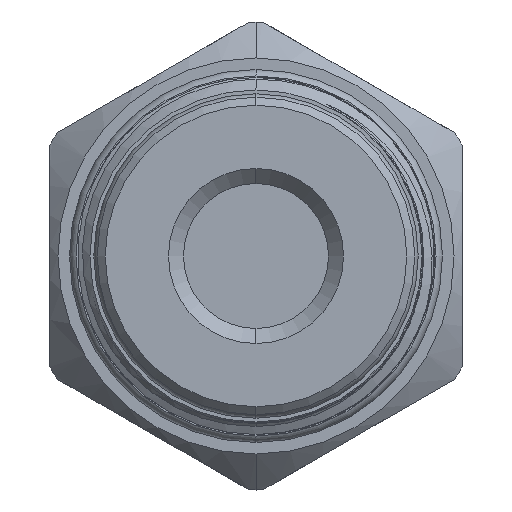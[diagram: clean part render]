
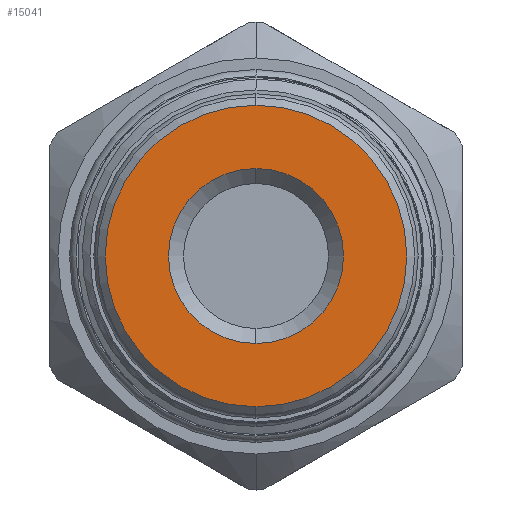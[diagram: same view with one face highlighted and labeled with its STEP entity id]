
A CAD part, left-side view. The second image highlights one B-rep face of the part: STEP entity #15041.
In plain terms, the highlighted planar face has unit normal (-1, 0, 0).
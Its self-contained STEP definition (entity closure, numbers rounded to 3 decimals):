
#639 = CIRCLE ( 'NONE', #38200, 15.075 ) ;
#738 = PLANE ( 'NONE',  #12480 ) ;
#1320 = DIRECTION ( 'NONE',  ( 1., 0., 0. ) ) ;
#3284 = DIRECTION ( 'NONE',  ( 0., 0., -1. ) ) ;
#4559 = EDGE_LOOP ( 'NONE', ( #21069, #38053 ) ) ;
#5976 = EDGE_CURVE ( 'NONE', #15032, #32817, #37158, .T. ) ;
#6781 = VERTEX_POINT ( 'NONE', #10879 ) ;
#6966 = CARTESIAN_POINT ( 'NONE',  ( 0., 0., 0. ) ) ;
#8336 = EDGE_LOOP ( 'NONE', ( #12595, #30500 ) ) ;
#10215 = DIRECTION ( 'NONE',  ( 0., 0., -1. ) ) ;
#10879 = CARTESIAN_POINT ( 'NONE',  ( 0., 0., 15.075 ) ) ;
#12480 = AXIS2_PLACEMENT_3D ( 'NONE', #23026, #32786, #36289 ) ;
#12595 = ORIENTED_EDGE ( 'NONE', *, *, #5976, .T. ) ;
#13654 = VERTEX_POINT ( 'NONE', #29923 ) ;
#14363 = CARTESIAN_POINT ( 'NONE',  ( 0., 0., 0. ) ) ;
#14789 = EDGE_CURVE ( 'NONE', #13654, #6781, #639, .T. ) ;
#15032 = VERTEX_POINT ( 'NONE', #29820 ) ;
#15041 = ADVANCED_FACE ( 'NONE', ( #37078, #23968 ), #738, .F. ) ;
#15811 = CARTESIAN_POINT ( 'NONE',  ( 0., 0., -8.75 ) ) ;
#17351 = CARTESIAN_POINT ( 'NONE',  ( 0., 0., 0. ) ) ;
#19454 = CARTESIAN_POINT ( 'NONE',  ( 0., 0., 0. ) ) ;
#20966 = EDGE_CURVE ( 'NONE', #32817, #15032, #39421, .T. ) ;
#21069 = ORIENTED_EDGE ( 'NONE', *, *, #14789, .T. ) ;
#23026 = CARTESIAN_POINT ( 'NONE',  ( 0., 0., 0. ) ) ;
#23968 = FACE_BOUND ( 'NONE', #8336, .T. ) ;
#27545 = DIRECTION ( 'NONE',  ( 0., 0., -1. ) ) ;
#28909 = AXIS2_PLACEMENT_3D ( 'NONE', #14363, #1320, #27545 ) ;
#29669 = DIRECTION ( 'NONE',  ( 1., 0., 0. ) ) ;
#29820 = CARTESIAN_POINT ( 'NONE',  ( 0., 0., 8.75 ) ) ;
#29923 = CARTESIAN_POINT ( 'NONE',  ( 0., 0., -15.075 ) ) ;
#30121 = DIRECTION ( 'NONE',  ( -1., 0., 0. ) ) ;
#30500 = ORIENTED_EDGE ( 'NONE', *, *, #20966, .T. ) ;
#30763 = AXIS2_PLACEMENT_3D ( 'NONE', #17351, #30121, #36446 ) ;
#32353 = DIRECTION ( 'NONE',  ( -1., 0., 0. ) ) ;
#32786 = DIRECTION ( 'NONE',  ( 1., 0., 0. ) ) ;
#32817 = VERTEX_POINT ( 'NONE', #15811 ) ;
#33364 = EDGE_CURVE ( 'NONE', #6781, #13654, #34705, .T. ) ;
#34705 = CIRCLE ( 'NONE', #30763, 15.075 ) ;
#36289 = DIRECTION ( 'NONE',  ( 0., 0., -1. ) ) ;
#36446 = DIRECTION ( 'NONE',  ( 0., 0., -1. ) ) ;
#37078 = FACE_OUTER_BOUND ( 'NONE', #4559, .T. ) ;
#37158 = CIRCLE ( 'NONE', #39671, 8.75 ) ;
#38053 = ORIENTED_EDGE ( 'NONE', *, *, #33364, .T. ) ;
#38200 = AXIS2_PLACEMENT_3D ( 'NONE', #19454, #32353, #3284 ) ;
#39421 = CIRCLE ( 'NONE', #28909, 8.75 ) ;
#39671 = AXIS2_PLACEMENT_3D ( 'NONE', #6966, #29669, #10215 ) ;
